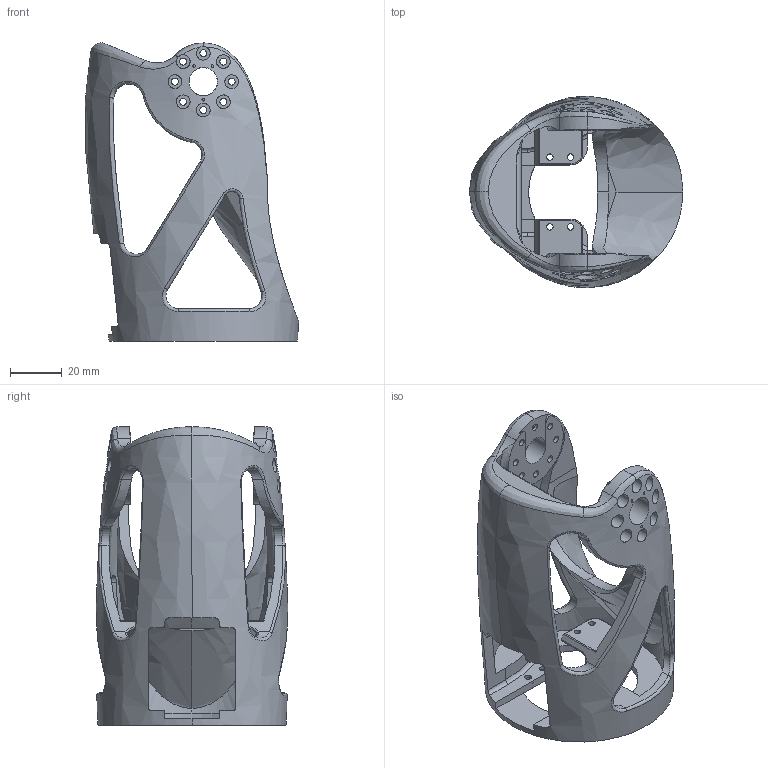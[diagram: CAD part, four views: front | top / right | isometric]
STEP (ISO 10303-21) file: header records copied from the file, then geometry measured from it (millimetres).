
FILE_DESCRIPTION(/* description */ (''),/* implementation_level */ '2;1');
FILE_NAME(/* name */ 'forearm v2.step',/* time_stamp */ '2020-11-09T20:00:47-08:00',/* author */ (''),/* organization */ (''),/* preprocessor_version */ 'ST-DEVELOPER v18.1',/* originating_system */ 'Autodesk Translation Framework v9.3.0.1241',/* authorisation */ '');
FILE_SCHEMA (('AUTOMOTIVE_DESIGN { 1 0 10303 214 3 1 1 }'));
Length unit declared in the file: millimetre
Products named in the file (2): forearm; forearm_1
Assembly tree (1 placements, depth 2):
  forearm
    forearm_1
Bounding box: 82.62 x 74.2 x 115.52 mm (x, y, z)
Volume: 79925.3 mm3; surface area: 45376.6 mm2
Topology: 1 solids, 1 shells, 253 faces, 686 edges, 440 vertices
Faces by surface type: cylinder 98, bspline 82, plane 73
Full cylindrical faces by diameter (mm): 1 x3, 2.5 x4, 2.7 x20, 5.3 x20, 11 x2, 45.5 x1, 71 x1
Entity records: 23473 total; most frequent: CARTESIAN_POINT 17723, ORIENTED_EDGE 1360, DIRECTION 893, EDGE_CURVE 680, VERTEX_POINT 440, AXIS2_PLACEMENT_3D 353, EDGE_LOOP 328, B_SPLINE_CURVE_WITH_KNOTS 313
